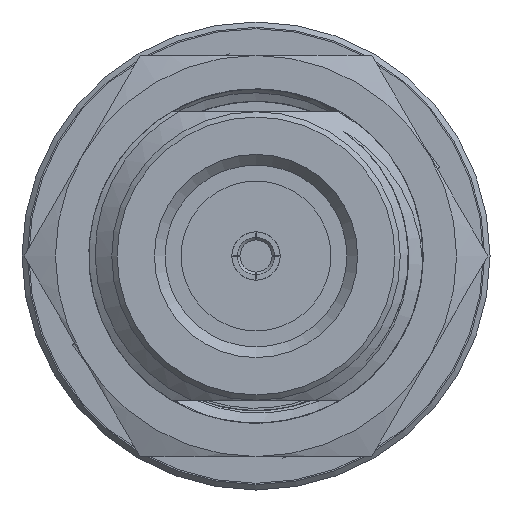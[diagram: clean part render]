
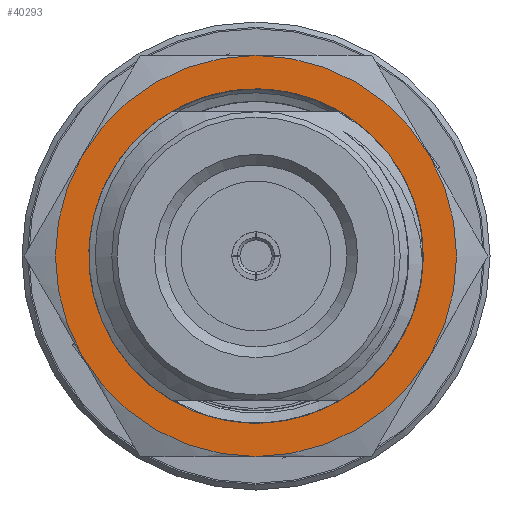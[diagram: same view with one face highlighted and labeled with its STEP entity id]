
A CAD part, left-side view. The second image highlights one B-rep face of the part: STEP entity #40293.
In plain terms, the highlighted planar face has unit normal (-1, 0, 0).
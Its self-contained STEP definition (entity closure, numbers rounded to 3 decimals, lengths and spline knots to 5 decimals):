
#500 = DIRECTION ( 'NONE',  ( 1., 0., 0. ) ) ;
#506 = AXIS2_PLACEMENT_3D ( 'NONE', #93073, #101481, #92726 ) ;
#786 = VERTEX_POINT ( 'NONE', #55247 ) ;
#1050 = VERTEX_POINT ( 'NONE', #15471 ) ;
#2962 = EDGE_LOOP ( 'NONE', ( #84326, #48716, #73100, #11324, #89905, #63576 ) ) ;
#3529 = EDGE_CURVE ( 'NONE', #31249, #26949, #92327, .T. ) ;
#4686 = CARTESIAN_POINT ( 'NONE',  ( 0.46842, 0., 0.375 ) ) ;
#4706 = CARTESIAN_POINT ( 'NONE',  ( 0.46842, 0.11635, -0.29003 ) ) ;
#9052 = VERTEX_POINT ( 'NONE', #73718 ) ;
#11324 = ORIENTED_EDGE ( 'NONE', *, *, #26893, .T. ) ;
#13172 = EDGE_CURVE ( 'NONE', #1050, #44863, #85168, .T. ) ;
#14958 = AXIS2_PLACEMENT_3D ( 'NONE', #25504, #500, #97909 ) ;
#15471 = CARTESIAN_POINT ( 'NONE',  ( 0.46842, 0., -0.375 ) ) ;
#15512 = CARTESIAN_POINT ( 'NONE',  ( 0.46842, 0.28735, -0.12282 ) ) ;
#17564 = DIRECTION ( 'NONE',  ( -1., 0., 0. ) ) ;
#19162 = DIRECTION ( 'NONE',  ( -1., 0., 0. ) ) ;
#25504 = CARTESIAN_POINT ( 'NONE',  ( 0.46842, 0., 0. ) ) ;
#26893 = EDGE_CURVE ( 'NONE', #9052, #1050, #35867, .T. ) ;
#26949 = VERTEX_POINT ( 'NONE', #15512 ) ;
#27659 = DIRECTION ( 'NONE',  ( 1., 0., 0. ) ) ;
#28600 = AXIS2_PLACEMENT_3D ( 'NONE', #28826, #77679, #29516 ) ;
#28826 = CARTESIAN_POINT ( 'NONE',  ( 0.46842, 0., 0. ) ) ;
#29516 = DIRECTION ( 'NONE',  ( 0., -0.5, 0.866 ) ) ;
#30273 = PLANE ( 'NONE',  #98156 ) ;
#30504 = EDGE_CURVE ( 'NONE', #786, #65407, #62264, .T. ) ;
#30850 = EDGE_CURVE ( 'NONE', #786, #44863, #83632, .T. ) ;
#31249 = VERTEX_POINT ( 'NONE', #4706 ) ;
#31669 = CARTESIAN_POINT ( 'NONE',  ( 0.46842, 0., 0. ) ) ;
#35414 = CARTESIAN_POINT ( 'NONE',  ( 0.46842, 0., 0. ) ) ;
#35867 = CIRCLE ( 'NONE', #28600, 0.375 ) ;
#39620 = ORIENTED_EDGE ( 'NONE', *, *, #84562, .T. ) ;
#40293 = ADVANCED_FACE ( 'NONE', ( #58318, #92371 ), #30273, .F. ) ;
#41884 = CARTESIAN_POINT ( 'NONE',  ( 0.46842, 0., 0. ) ) ;
#42196 = DIRECTION ( 'NONE',  ( 0., -0.5, 0.866 ) ) ;
#42991 = VERTEX_POINT ( 'NONE', #75117 ) ;
#43152 = EDGE_CURVE ( 'NONE', #42991, #9052, #45175, .T. ) ;
#43858 = DIRECTION ( 'NONE',  ( 0., -0.5, 0.866 ) ) ;
#44863 = VERTEX_POINT ( 'NONE', #100626 ) ;
#45175 = CIRCLE ( 'NONE', #506, 0.375 ) ;
#48716 = ORIENTED_EDGE ( 'NONE', *, *, #55496, .T. ) ;
#49263 = AXIS2_PLACEMENT_3D ( 'NONE', #81553, #66048, #42196 ) ;
#55247 = CARTESIAN_POINT ( 'NONE',  ( 0.46842, -0.32476, 0.1875 ) ) ;
#55496 = EDGE_CURVE ( 'NONE', #65407, #42991, #82841, .T. ) ;
#58318 = FACE_BOUND ( 'NONE', #99387, .T. ) ;
#58914 = CARTESIAN_POINT ( 'NONE',  ( 0.46842, 0., 0. ) ) ;
#62264 = CIRCLE ( 'NONE', #92674, 0.375 ) ;
#63174 = AXIS2_PLACEMENT_3D ( 'NONE', #70961, #77655, #85726 ) ;
#63576 = ORIENTED_EDGE ( 'NONE', *, *, #30850, .F. ) ;
#65407 = VERTEX_POINT ( 'NONE', #4686 ) ;
#66048 = DIRECTION ( 'NONE',  ( 1., 0., 0. ) ) ;
#66999 = DIRECTION ( 'NONE',  ( 0., -0.5, 0.866 ) ) ;
#69884 = CIRCLE ( 'NONE', #14958, 0.3125 ) ;
#70961 = CARTESIAN_POINT ( 'NONE',  ( 0.46842, 0., 0. ) ) ;
#71109 = AXIS2_PLACEMENT_3D ( 'NONE', #58914, #27659, #66999 ) ;
#73100 = ORIENTED_EDGE ( 'NONE', *, *, #43152, .T. ) ;
#73718 = CARTESIAN_POINT ( 'NONE',  ( 0.46842, 0.32476, -0.1875 ) ) ;
#75117 = CARTESIAN_POINT ( 'NONE',  ( 0.46842, 0.32476, 0.1875 ) ) ;
#77655 = DIRECTION ( 'NONE',  ( -1., 0., 0. ) ) ;
#77679 = DIRECTION ( 'NONE',  ( -1., 0., 0. ) ) ;
#78347 = AXIS2_PLACEMENT_3D ( 'NONE', #41884, #17564, #91045 ) ;
#81553 = CARTESIAN_POINT ( 'NONE',  ( 0.46842, 0., 0. ) ) ;
#82841 = CIRCLE ( 'NONE', #63174, 0.375 ) ;
#83632 = CIRCLE ( 'NONE', #71109, 0.375 ) ;
#84326 = ORIENTED_EDGE ( 'NONE', *, *, #30504, .T. ) ;
#84562 = EDGE_CURVE ( 'NONE', #26949, #31249, #69884, .T. ) ;
#85168 = CIRCLE ( 'NONE', #78347, 0.375 ) ;
#85726 = DIRECTION ( 'NONE',  ( 0., -0.5, 0.866 ) ) ;
#87896 = DIRECTION ( 'NONE',  ( 0., -0.5, 0.866 ) ) ;
#89905 = ORIENTED_EDGE ( 'NONE', *, *, #13172, .T. ) ;
#91045 = DIRECTION ( 'NONE',  ( 0., -0.5, 0.866 ) ) ;
#92327 = CIRCLE ( 'NONE', #49263, 0.3125 ) ;
#92371 = FACE_OUTER_BOUND ( 'NONE', #2962, .T. ) ;
#92674 = AXIS2_PLACEMENT_3D ( 'NONE', #35414, #19162, #43858 ) ;
#92726 = DIRECTION ( 'NONE',  ( 0., -0.5, 0.866 ) ) ;
#93073 = CARTESIAN_POINT ( 'NONE',  ( 0.46842, 0., 0. ) ) ;
#97909 = DIRECTION ( 'NONE',  ( 0., -0.5, 0.866 ) ) ;
#98156 = AXIS2_PLACEMENT_3D ( 'NONE', #31669, #102669, #87896 ) ;
#99387 = EDGE_LOOP ( 'NONE', ( #100074, #39620 ) ) ;
#100074 = ORIENTED_EDGE ( 'NONE', *, *, #3529, .T. ) ;
#100626 = CARTESIAN_POINT ( 'NONE',  ( 0.46842, -0.32476, -0.1875 ) ) ;
#101481 = DIRECTION ( 'NONE',  ( -1., 0., 0. ) ) ;
#102669 = DIRECTION ( 'NONE',  ( 1., 0., 0. ) ) ;
